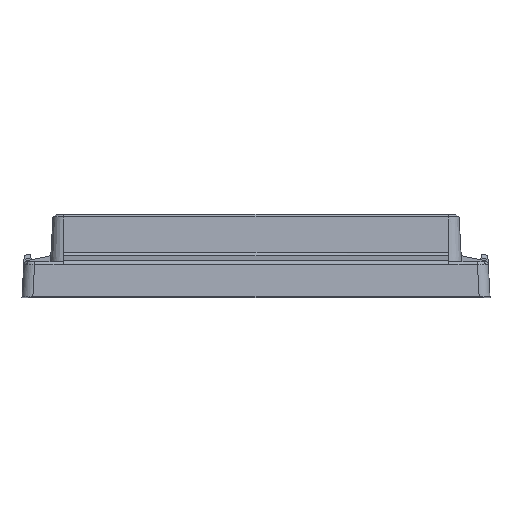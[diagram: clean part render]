
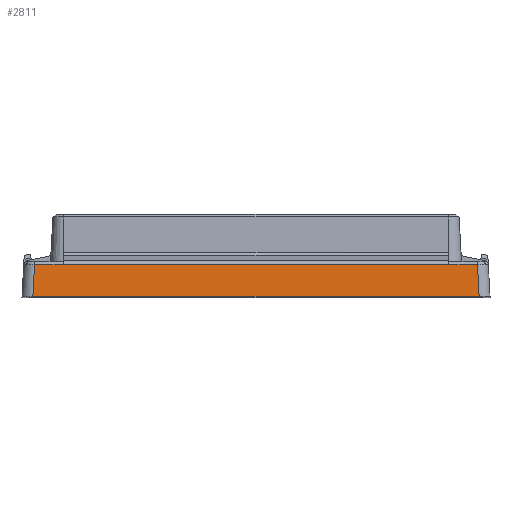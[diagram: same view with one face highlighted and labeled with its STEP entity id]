
A CAD part, top view. The second image highlights one B-rep face of the part: STEP entity #2811.
In plain terms, the highlighted planar face has unit normal (0, 0.052, 0.999).
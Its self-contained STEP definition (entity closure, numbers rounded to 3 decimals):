
#76 = CARTESIAN_POINT ( 'NONE',  ( 97.547, 8.467, 144.556 ) ) ;
#122 = VERTEX_POINT ( 'NONE', #202 ) ;
#145 = EDGE_LOOP ( 'NONE', ( #4598, #3147, #4902, #3857, #4828, #6033, #1835, #2075 ) ) ;
#167 = EDGE_CURVE ( 'NONE', #1128, #122, #5510, .T. ) ;
#202 = CARTESIAN_POINT ( 'NONE',  ( -112.068, 8.391, 144.56 ) ) ;
#331 = EDGE_CURVE ( 'NONE', #122, #1045, #895, .T. ) ;
#375 = EDGE_CURVE ( 'NONE', #6079, #1045, #4045, .T. ) ;
#385 = VECTOR ( 'NONE', #6110, 1000. ) ;
#419 = LINE ( 'NONE', #1916, #4304 ) ;
#428 = CARTESIAN_POINT ( 'NONE',  ( -97.547, 8.467, 144.556 ) ) ;
#481 = DIRECTION ( 'NONE',  ( -1., 0., 0. ) ) ;
#541 = VECTOR ( 'NONE', #690, 1000. ) ;
#690 = DIRECTION ( 'NONE',  ( -0.052, 0.997, -0.052 ) ) ;
#691 = EDGE_CURVE ( 'NONE', #749, #1029, #4592, .T. ) ;
#703 = LINE ( 'NONE', #4346, #541 ) ;
#749 = VERTEX_POINT ( 'NONE', #1591 ) ;
#895 = LINE ( 'NONE', #3087, #5425 ) ;
#1029 = VERTEX_POINT ( 'NONE', #76 ) ;
#1045 = VERTEX_POINT ( 'NONE', #4734 ) ;
#1128 = VERTEX_POINT ( 'NONE', #6321 ) ;
#1129 = DIRECTION ( 'NONE',  ( -1., 0., 0. ) ) ;
#1217 = CARTESIAN_POINT ( 'NONE',  ( 112.927, -8., 145.419 ) ) ;
#1238 = DIRECTION ( 'NONE',  ( 0., 0.052, 0.999 ) ) ;
#1243 = CARTESIAN_POINT ( 'NONE',  ( 118., -8., 145.419 ) ) ;
#1262 = CARTESIAN_POINT ( 'NONE',  ( 118., 0., 145. ) ) ;
#1302 = AXIS2_PLACEMENT_3D ( 'NONE', #1262, #1238, #4864 ) ;
#1573 = DIRECTION ( 'NONE',  ( -0.052, -0.997, 0.052 ) ) ;
#1575 = EDGE_CURVE ( 'NONE', #4218, #749, #6438, .T. ) ;
#1591 = CARTESIAN_POINT ( 'NONE',  ( 97.551, 8.391, 144.56 ) ) ;
#1835 = ORIENTED_EDGE ( 'NONE', *, *, #331, .T. ) ;
#1916 = CARTESIAN_POINT ( 'NONE',  ( -117.476, 8.467, 144.556 ) ) ;
#1965 = EDGE_CURVE ( 'NONE', #5268, #1128, #3873, .T. ) ;
#1990 = EDGE_CURVE ( 'NONE', #6079, #4218, #703, .T. ) ;
#2051 = CARTESIAN_POINT ( 'NONE',  ( 112.068, 8.391, 144.56 ) ) ;
#2058 = VECTOR ( 'NONE', #1129, 1000. ) ;
#2075 = ORIENTED_EDGE ( 'NONE', *, *, #375, .F. ) ;
#2722 = DIRECTION ( 'NONE',  ( -0.052, -0.997, 0.052 ) ) ;
#2739 = CARTESIAN_POINT ( 'NONE',  ( -97.408, 11.106, 144.418 ) ) ;
#2811 = ADVANCED_FACE ( 'NONE', ( #3863 ), #5862, .T. ) ;
#3087 = CARTESIAN_POINT ( 'NONE',  ( -111.878, 12.014, 144.37 ) ) ;
#3134 = CARTESIAN_POINT ( 'NONE',  ( -97.304, 8.391, 144.56 ) ) ;
#3147 = ORIENTED_EDGE ( 'NONE', *, *, #1575, .T. ) ;
#3391 = EDGE_CURVE ( 'NONE', #1029, #5268, #419, .T. ) ;
#3623 = VECTOR ( 'NONE', #2722, 1000. ) ;
#3857 = ORIENTED_EDGE ( 'NONE', *, *, #3391, .T. ) ;
#3863 = FACE_OUTER_BOUND ( 'NONE', #145, .T. ) ;
#3873 = LINE ( 'NONE', #2739, #3623 ) ;
#4045 = LINE ( 'NONE', #1243, #4686 ) ;
#4218 = VERTEX_POINT ( 'NONE', #2051 ) ;
#4304 = VECTOR ( 'NONE', #6588, 1000. ) ;
#4346 = CARTESIAN_POINT ( 'NONE',  ( 112.523, -0.286, 145.015 ) ) ;
#4592 = LINE ( 'NONE', #6608, #385 ) ;
#4598 = ORIENTED_EDGE ( 'NONE', *, *, #1990, .T. ) ;
#4686 = VECTOR ( 'NONE', #4845, 1000. ) ;
#4734 = CARTESIAN_POINT ( 'NONE',  ( -112.927, -8., 145.419 ) ) ;
#4828 = ORIENTED_EDGE ( 'NONE', *, *, #1965, .T. ) ;
#4845 = DIRECTION ( 'NONE',  ( -1., 0., 0. ) ) ;
#4864 = DIRECTION ( 'NONE',  ( 0., -0.999, 0.052 ) ) ;
#4902 = ORIENTED_EDGE ( 'NONE', *, *, #691, .T. ) ;
#5268 = VERTEX_POINT ( 'NONE', #428 ) ;
#5308 = CARTESIAN_POINT ( 'NONE',  ( 118., 8.391, 144.56 ) ) ;
#5338 = VECTOR ( 'NONE', #481, 1000. ) ;
#5425 = VECTOR ( 'NONE', #1573, 1000. ) ;
#5510 = LINE ( 'NONE', #3134, #5338 ) ;
#5862 = PLANE ( 'NONE',  #1302 ) ;
#6033 = ORIENTED_EDGE ( 'NONE', *, *, #167, .T. ) ;
#6079 = VERTEX_POINT ( 'NONE', #1217 ) ;
#6110 = DIRECTION ( 'NONE',  ( -0.052, 0.997, -0.052 ) ) ;
#6321 = CARTESIAN_POINT ( 'NONE',  ( -97.551, 8.391, 144.56 ) ) ;
#6438 = LINE ( 'NONE', #5308, #2058 ) ;
#6588 = DIRECTION ( 'NONE',  ( -1., 0., 0. ) ) ;
#6608 = CARTESIAN_POINT ( 'NONE',  ( 97.408, 11.106, 144.418 ) ) ;
